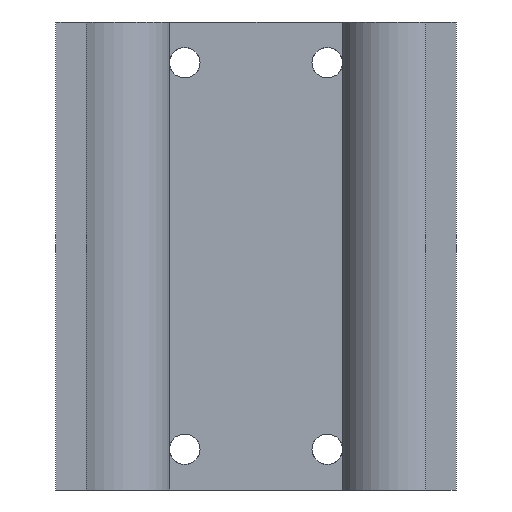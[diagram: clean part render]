
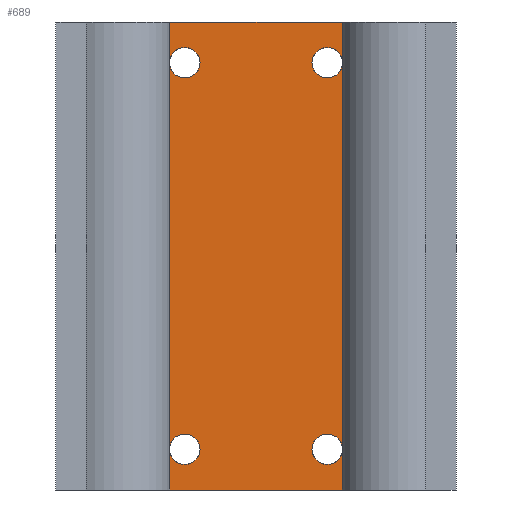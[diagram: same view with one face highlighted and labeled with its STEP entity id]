
A CAD part, front view. The second image highlights one B-rep face of the part: STEP entity #689.
In plain terms, the highlighted planar face has unit normal (0, -1, 0).
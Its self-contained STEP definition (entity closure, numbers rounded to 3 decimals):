
#13 = EDGE_CURVE ( 'NONE', #3872, #1567, #3814, .T. ) ;
#14 = AXIS2_PLACEMENT_3D ( 'NONE', #2277, #862, #1424 ) ;
#20 = AXIS2_PLACEMENT_3D ( 'NONE', #2769, #3080, #2786 ) ;
#27 = AXIS2_PLACEMENT_3D ( 'NONE', #2929, #2895, #1131 ) ;
#53 = ORIENTED_EDGE ( 'NONE', *, *, #3798, .T. ) ;
#98 = CARTESIAN_POINT ( 'NONE',  ( 42.239, 7., 69. ) ) ;
#129 = ORIENTED_EDGE ( 'NONE', *, *, #309, .T. ) ;
#166 = CARTESIAN_POINT ( 'NONE',  ( 21.25, 7., 63. ) ) ;
#186 = EDGE_CURVE ( 'NONE', #2268, #2968, #3202, .T. ) ;
#252 = ORIENTED_EDGE ( 'NONE', *, *, #186, .T. ) ;
#309 = EDGE_CURVE ( 'NONE', #3122, #3024, #2334, .T. ) ;
#351 = VECTOR ( 'NONE', #413, 1000. ) ;
#370 = VERTEX_POINT ( 'NONE', #2466 ) ;
#398 = LINE ( 'NONE', #98, #982 ) ;
#413 = DIRECTION ( 'NONE',  ( 0., 0., -1. ) ) ;
#416 = AXIS2_PLACEMENT_3D ( 'NONE', #3686, #2166, #2784 ) ;
#600 = CIRCLE ( 'NONE', #1562, 2.25 ) ;
#677 = DIRECTION ( 'NONE',  ( 0., 1., 0. ) ) ;
#689 = ADVANCED_FACE ( 'NONE', ( #968 ), #2175, .F. ) ;
#722 = CARTESIAN_POINT ( 'NONE',  ( 16.761, 7., 0. ) ) ;
#768 = DIRECTION ( 'NONE',  ( 0., 1., 0. ) ) ;
#776 = CARTESIAN_POINT ( 'NONE',  ( 42.239, 7., 0. ) ) ;
#790 = EDGE_CURVE ( 'NONE', #2613, #3872, #3211, .T. ) ;
#812 = DIRECTION ( 'NONE',  ( 0., 1., 0. ) ) ;
#842 = ORIENTED_EDGE ( 'NONE', *, *, #3323, .F. ) ;
#862 = DIRECTION ( 'NONE',  ( 0., 1., 0. ) ) ;
#939 = CARTESIAN_POINT ( 'NONE',  ( 19., 7., 63. ) ) ;
#960 = DIRECTION ( 'NONE',  ( 0., 0., 1. ) ) ;
#968 = FACE_OUTER_BOUND ( 'NONE', #3201, .T. ) ;
#982 = VECTOR ( 'NONE', #1015, 1000. ) ;
#1011 = DIRECTION ( 'NONE',  ( 1., 0., 0. ) ) ;
#1015 = DIRECTION ( 'NONE',  ( 0., 0., -1. ) ) ;
#1053 = CARTESIAN_POINT ( 'NONE',  ( 19., 7., 6. ) ) ;
#1068 = CARTESIAN_POINT ( 'NONE',  ( 42.239, 7., 69. ) ) ;
#1079 = LINE ( 'NONE', #2648, #3195 ) ;
#1104 = CIRCLE ( 'NONE', #1360, 2.25 ) ;
#1131 = DIRECTION ( 'NONE',  ( 0., 0., 1. ) ) ;
#1139 = VERTEX_POINT ( 'NONE', #3638 ) ;
#1143 = DIRECTION ( 'NONE',  ( 0., 0., -1. ) ) ;
#1174 = DIRECTION ( 'NONE',  ( 0., 0., 1. ) ) ;
#1202 = CARTESIAN_POINT ( 'NONE',  ( 37.75, 7., 6. ) ) ;
#1233 = ORIENTED_EDGE ( 'NONE', *, *, #2283, .T. ) ;
#1316 = CARTESIAN_POINT ( 'NONE',  ( 16.761, 7., 0. ) ) ;
#1324 = VERTEX_POINT ( 'NONE', #1202 ) ;
#1325 = LINE ( 'NONE', #1068, #1928 ) ;
#1357 = CIRCLE ( 'NONE', #14, 2.25 ) ;
#1360 = AXIS2_PLACEMENT_3D ( 'NONE', #2532, #2512, #960 ) ;
#1386 = DIRECTION ( 'NONE',  ( 0., 1., 0. ) ) ;
#1393 = ORIENTED_EDGE ( 'NONE', *, *, #2644, .F. ) ;
#1424 = DIRECTION ( 'NONE',  ( 0., 0., 1. ) ) ;
#1473 = CARTESIAN_POINT ( 'NONE',  ( 16.761, 7., 62.774 ) ) ;
#1488 = EDGE_CURVE ( 'NONE', #2156, #1887, #3076, .T. ) ;
#1562 = AXIS2_PLACEMENT_3D ( 'NONE', #3466, #1386, #3099 ) ;
#1567 = VERTEX_POINT ( 'NONE', #3415 ) ;
#1745 = VERTEX_POINT ( 'NONE', #2143 ) ;
#1747 = CIRCLE ( 'NONE', #27, 2.25 ) ;
#1748 = DIRECTION ( 'NONE',  ( 0., 0., -1. ) ) ;
#1887 = VERTEX_POINT ( 'NONE', #776 ) ;
#1899 = EDGE_CURVE ( 'NONE', #1139, #1324, #1357, .T. ) ;
#1928 = VECTOR ( 'NONE', #2521, 1000. ) ;
#1944 = CARTESIAN_POINT ( 'NONE',  ( 21.25, 7., 6. ) ) ;
#2073 = ORIENTED_EDGE ( 'NONE', *, *, #2877, .T. ) ;
#2105 = CARTESIAN_POINT ( 'NONE',  ( 16.761, 7., 63.226 ) ) ;
#2121 = CIRCLE ( 'NONE', #3708, 2.25 ) ;
#2131 = AXIS2_PLACEMENT_3D ( 'NONE', #3894, #812, #1174 ) ;
#2143 = CARTESIAN_POINT ( 'NONE',  ( 42.239, 7., 6.226 ) ) ;
#2156 = VERTEX_POINT ( 'NONE', #722 ) ;
#2166 = DIRECTION ( 'NONE',  ( 0., 1., 0. ) ) ;
#2175 = PLANE ( 'NONE',  #416 ) ;
#2268 = VERTEX_POINT ( 'NONE', #3816 ) ;
#2277 = CARTESIAN_POINT ( 'NONE',  ( 40., 7., 6. ) ) ;
#2283 = EDGE_CURVE ( 'NONE', #2600, #370, #2121, .T. ) ;
#2321 = ORIENTED_EDGE ( 'NONE', *, *, #2524, .F. ) ;
#2334 = LINE ( 'NONE', #3834, #2374 ) ;
#2335 = VERTEX_POINT ( 'NONE', #3481 ) ;
#2372 = ORIENTED_EDGE ( 'NONE', *, *, #790, .T. ) ;
#2374 = VECTOR ( 'NONE', #1748, 1000. ) ;
#2384 = DIRECTION ( 'NONE',  ( 0., 0., -1. ) ) ;
#2396 = ORIENTED_EDGE ( 'NONE', *, *, #2802, .T. ) ;
#2452 = ORIENTED_EDGE ( 'NONE', *, *, #3728, .F. ) ;
#2466 = CARTESIAN_POINT ( 'NONE',  ( 16.761, 7., 5.774 ) ) ;
#2512 = DIRECTION ( 'NONE',  ( 0., 1., 0. ) ) ;
#2521 = DIRECTION ( 'NONE',  ( 0., 0., -1. ) ) ;
#2524 = EDGE_CURVE ( 'NONE', #3122, #3924, #3722, .T. ) ;
#2530 = CARTESIAN_POINT ( 'NONE',  ( 16.761, 7., 69. ) ) ;
#2532 = CARTESIAN_POINT ( 'NONE',  ( 40., 7., 63. ) ) ;
#2577 = DIRECTION ( 'NONE',  ( 0., 0., 1. ) ) ;
#2582 = EDGE_CURVE ( 'NONE', #2968, #2335, #1104, .T. ) ;
#2600 = VERTEX_POINT ( 'NONE', #1944 ) ;
#2613 = VERTEX_POINT ( 'NONE', #166 ) ;
#2644 = EDGE_CURVE ( 'NONE', #2268, #1745, #1079, .T. ) ;
#2648 = CARTESIAN_POINT ( 'NONE',  ( 42.239, 7., 69. ) ) ;
#2667 = CARTESIAN_POINT ( 'NONE',  ( 16.761, 7., 69. ) ) ;
#2703 = ORIENTED_EDGE ( 'NONE', *, *, #3109, .T. ) ;
#2704 = ORIENTED_EDGE ( 'NONE', *, *, #13, .T. ) ;
#2769 = CARTESIAN_POINT ( 'NONE',  ( 40., 7., 6. ) ) ;
#2784 = DIRECTION ( 'NONE',  ( 0., 0., 1. ) ) ;
#2786 = DIRECTION ( 'NONE',  ( 0., 0., 1. ) ) ;
#2802 = EDGE_CURVE ( 'NONE', #370, #2156, #3940, .T. ) ;
#2877 = EDGE_CURVE ( 'NONE', #1324, #1745, #3520, .T. ) ;
#2895 = DIRECTION ( 'NONE',  ( 0., 1., 0. ) ) ;
#2929 = CARTESIAN_POINT ( 'NONE',  ( 19., 7., 63. ) ) ;
#2938 = ORIENTED_EDGE ( 'NONE', *, *, #1488, .T. ) ;
#2968 = VERTEX_POINT ( 'NONE', #3248 ) ;
#3024 = VERTEX_POINT ( 'NONE', #2105 ) ;
#3076 = LINE ( 'NONE', #1316, #3321 ) ;
#3080 = DIRECTION ( 'NONE',  ( 0., 1., 0. ) ) ;
#3099 = DIRECTION ( 'NONE',  ( 0., 0., 1. ) ) ;
#3109 = EDGE_CURVE ( 'NONE', #1567, #2600, #600, .T. ) ;
#3122 = VERTEX_POINT ( 'NONE', #3438 ) ;
#3195 = VECTOR ( 'NONE', #1143, 1000. ) ;
#3201 = EDGE_LOOP ( 'NONE', ( #2452, #3535, #2073, #1393, #252, #3210, #842, #2321, #129, #53, #2372, #2704, #2703, #1233, #2396, #2938 ) ) ;
#3202 = CIRCLE ( 'NONE', #2131, 2.25 ) ;
#3210 = ORIENTED_EDGE ( 'NONE', *, *, #2582, .T. ) ;
#3211 = CIRCLE ( 'NONE', #3783, 2.25 ) ;
#3248 = CARTESIAN_POINT ( 'NONE',  ( 37.75, 7., 63. ) ) ;
#3312 = CARTESIAN_POINT ( 'NONE',  ( 42.239, 7., 69. ) ) ;
#3321 = VECTOR ( 'NONE', #1011, 1000. ) ;
#3323 = EDGE_CURVE ( 'NONE', #3924, #2335, #398, .T. ) ;
#3362 = DIRECTION ( 'NONE',  ( 0., 0., 1. ) ) ;
#3415 = CARTESIAN_POINT ( 'NONE',  ( 16.761, 7., 6.226 ) ) ;
#3438 = CARTESIAN_POINT ( 'NONE',  ( 16.761, 7., 69. ) ) ;
#3466 = CARTESIAN_POINT ( 'NONE',  ( 19., 7., 6. ) ) ;
#3481 = CARTESIAN_POINT ( 'NONE',  ( 42.239, 7., 63.226 ) ) ;
#3518 = VECTOR ( 'NONE', #3737, 1000. ) ;
#3520 = CIRCLE ( 'NONE', #20, 2.25 ) ;
#3535 = ORIENTED_EDGE ( 'NONE', *, *, #1899, .T. ) ;
#3585 = VECTOR ( 'NONE', #2384, 1000. ) ;
#3638 = CARTESIAN_POINT ( 'NONE',  ( 42.239, 7., 5.774 ) ) ;
#3686 = CARTESIAN_POINT ( 'NONE',  ( 16.761, 7., 69. ) ) ;
#3703 = CARTESIAN_POINT ( 'NONE',  ( 16.761, 7., 69. ) ) ;
#3708 = AXIS2_PLACEMENT_3D ( 'NONE', #1053, #768, #2577 ) ;
#3722 = LINE ( 'NONE', #3703, #3518 ) ;
#3728 = EDGE_CURVE ( 'NONE', #1139, #1887, #1325, .T. ) ;
#3737 = DIRECTION ( 'NONE',  ( 1., 0., 0. ) ) ;
#3783 = AXIS2_PLACEMENT_3D ( 'NONE', #939, #677, #3362 ) ;
#3798 = EDGE_CURVE ( 'NONE', #3024, #2613, #1747, .T. ) ;
#3814 = LINE ( 'NONE', #2530, #351 ) ;
#3816 = CARTESIAN_POINT ( 'NONE',  ( 42.239, 7., 62.774 ) ) ;
#3834 = CARTESIAN_POINT ( 'NONE',  ( 16.761, 7., 69. ) ) ;
#3872 = VERTEX_POINT ( 'NONE', #1473 ) ;
#3894 = CARTESIAN_POINT ( 'NONE',  ( 40., 7., 63. ) ) ;
#3924 = VERTEX_POINT ( 'NONE', #3312 ) ;
#3940 = LINE ( 'NONE', #2667, #3585 ) ;
